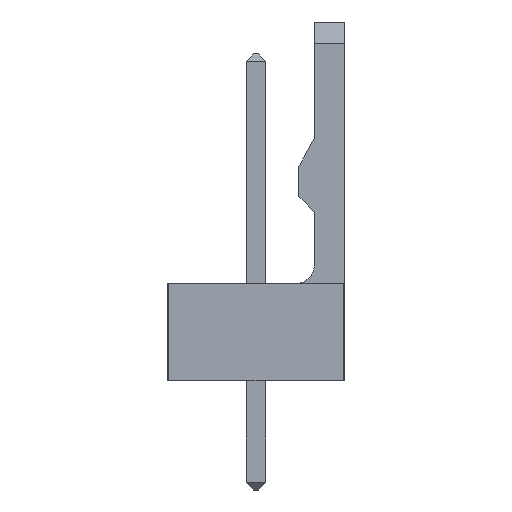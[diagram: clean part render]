
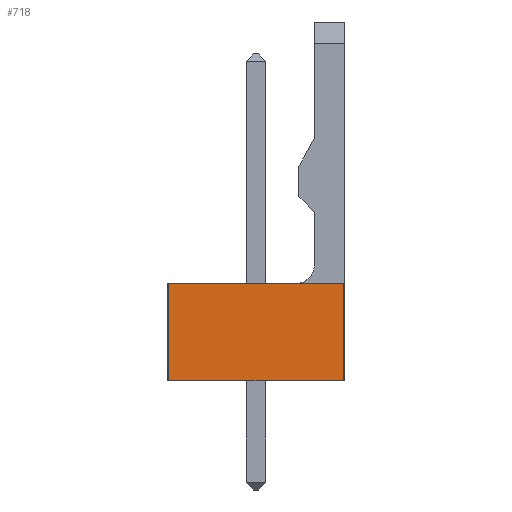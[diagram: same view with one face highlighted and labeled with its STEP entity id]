
A CAD part, left-side view. The second image highlights one B-rep face of the part: STEP entity #718.
In plain terms, the highlighted planar face has unit normal (-1, 0, 0).
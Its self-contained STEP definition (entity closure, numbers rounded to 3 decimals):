
#43 = VERTEX_POINT('',#44);
#44 = CARTESIAN_POINT('',(-1.27,-2.85,0.));
#51 = EDGE_CURVE('',#52,#43,#54,.T.);
#52 = VERTEX_POINT('',#53);
#53 = CARTESIAN_POINT('',(-1.27,2.85,0.));
#54 = LINE('',#55,#56);
#55 = CARTESIAN_POINT('',(-1.27,2.9,0.));
#56 = VECTOR('',#57,1.);
#57 = DIRECTION('',(0.,-1.,0.));
#698 = EDGE_CURVE('',#52,#699,#701,.T.);
#699 = VERTEX_POINT('',#700);
#700 = CARTESIAN_POINT('',(-1.27,2.85,3.17));
#701 = LINE('',#702,#703);
#702 = CARTESIAN_POINT('',(-1.27,2.85,0.));
#703 = VECTOR('',#704,1.);
#704 = DIRECTION('',(0.,0.,1.));
#718 = ADVANCED_FACE('',(#719),#737,.F.);
#719 = FACE_BOUND('',#720,.F.);
#720 = EDGE_LOOP('',(#721,#722,#723,#731));
#721 = ORIENTED_EDGE('',*,*,#51,.F.);
#722 = ORIENTED_EDGE('',*,*,#698,.T.);
#723 = ORIENTED_EDGE('',*,*,#724,.T.);
#724 = EDGE_CURVE('',#699,#725,#727,.T.);
#725 = VERTEX_POINT('',#726);
#726 = CARTESIAN_POINT('',(-1.27,-2.85,3.17));
#727 = LINE('',#728,#729);
#728 = CARTESIAN_POINT('',(-1.27,2.9,3.17));
#729 = VECTOR('',#730,1.);
#730 = DIRECTION('',(0.,-1.,0.));
#731 = ORIENTED_EDGE('',*,*,#732,.F.);
#732 = EDGE_CURVE('',#43,#725,#733,.T.);
#733 = LINE('',#734,#735);
#734 = CARTESIAN_POINT('',(-1.27,-2.85,0.));
#735 = VECTOR('',#736,1.);
#736 = DIRECTION('',(0.,0.,1.));
#737 = PLANE('',#738);
#738 = AXIS2_PLACEMENT_3D('',#739,#740,#741);
#739 = CARTESIAN_POINT('',(-1.27,2.9,0.));
#740 = DIRECTION('',(1.,0.,0.));
#741 = DIRECTION('',(0.,-1.,0.));
